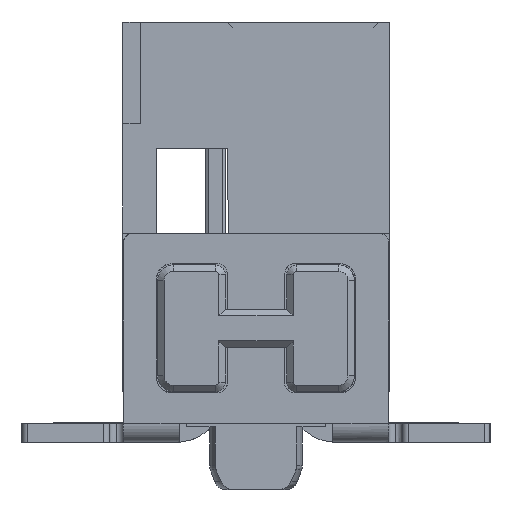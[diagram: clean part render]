
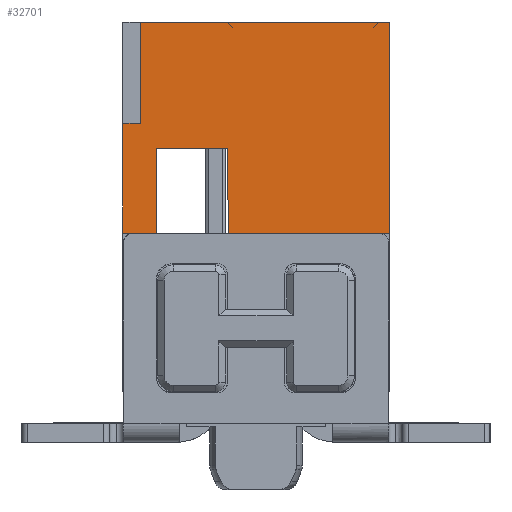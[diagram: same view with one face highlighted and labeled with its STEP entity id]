
A CAD part, left-side view. The second image highlights one B-rep face of the part: STEP entity #32701.
In plain terms, the highlighted planar face has unit normal (-1, 0, 0).
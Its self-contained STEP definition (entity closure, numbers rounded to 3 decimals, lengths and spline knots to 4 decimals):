
#32660=AXIS2_PLACEMENT_3D('Plane Axis2P3D',#32657,#32658,#32659) ;
#11994=CARTESIAN_POINT('Vertex',(1.165,1.6,7.38)) ;
#11997=CARTESIAN_POINT('Line Origine',(1.165,1.6,5.715)) ;
#12001=CARTESIAN_POINT('Vertex',(1.165,1.6,4.05)) ;
#12973=CARTESIAN_POINT('Vertex',(1.165,4.1392,4.05)) ;
#12976=CARTESIAN_POINT('Line Origine',(1.165,4.1421,4.715)) ;
#12980=CARTESIAN_POINT('Vertex',(1.165,4.145,5.38)) ;
#29737=CARTESIAN_POINT('Vertex',(1.165,5.275,5.38)) ;
#29740=CARTESIAN_POINT('Line Origine',(1.165,5.275,4.715)) ;
#29744=CARTESIAN_POINT('Vertex',(1.165,5.275,4.05)) ;
#30281=CARTESIAN_POINT('Vertex',(1.165,5.8,4.05)) ;
#30284=CARTESIAN_POINT('Line Origine',(1.165,5.8,4.915)) ;
#30288=CARTESIAN_POINT('Vertex',(1.165,5.8,5.78)) ;
#32571=CARTESIAN_POINT('Vertex',(1.165,5.525,7.38)) ;
#32574=CARTESIAN_POINT('Line Origine',(1.165,3.5625,7.38)) ;
#32657=CARTESIAN_POINT('Axis2P3D Location',(1.165,6.0561,3.5794)) ;
#32662=CARTESIAN_POINT('Line Origine',(1.165,5.6625,5.78)) ;
#32666=CARTESIAN_POINT('Vertex',(1.165,5.525,5.78)) ;
#32669=CARTESIAN_POINT('Line Origine',(1.165,5.5375,4.05)) ;
#32674=CARTESIAN_POINT('Line Origine',(1.165,4.71,5.38)) ;
#32679=CARTESIAN_POINT('Line Origine',(1.165,2.8696,4.05)) ;
#32684=CARTESIAN_POINT('Line Origine',(1.165,5.525,6.58)) ;
#11998=DIRECTION('Vector Direction',(0.,0.,-1.)) ;
#12977=DIRECTION('Vector Direction',(0.,-0.004,-1.)) ;
#29741=DIRECTION('Vector Direction',(0.,0.,1.)) ;
#30285=DIRECTION('Vector Direction',(0.,0.,-1.)) ;
#32575=DIRECTION('Vector Direction',(0.,-1.,0.)) ;
#32658=DIRECTION('Axis2P3D Direction',(-1.,0.,0.)) ;
#32659=DIRECTION('Axis2P3D XDirection',(0.,-1.,0.)) ;
#32663=DIRECTION('Vector Direction',(0.,1.,0.)) ;
#32670=DIRECTION('Vector Direction',(0.,-1.,0.)) ;
#32675=DIRECTION('Vector Direction',(0.,-1.,0.)) ;
#32680=DIRECTION('Vector Direction',(0.,-1.,0.)) ;
#32685=DIRECTION('Vector Direction',(0.,0.,-1.)) ;
#11999=VECTOR('Line Direction',#11998,1.) ;
#12978=VECTOR('Line Direction',#12977,1.) ;
#29742=VECTOR('Line Direction',#29741,1.) ;
#30286=VECTOR('Line Direction',#30285,1.) ;
#32576=VECTOR('Line Direction',#32575,1.) ;
#32664=VECTOR('Line Direction',#32663,1.) ;
#32671=VECTOR('Line Direction',#32670,1.) ;
#32676=VECTOR('Line Direction',#32675,1.) ;
#32681=VECTOR('Line Direction',#32680,1.) ;
#32686=VECTOR('Line Direction',#32685,1.) ;
#32690=ORIENTED_EDGE('',*,*,#32668,.T.) ;
#32691=ORIENTED_EDGE('',*,*,#30290,.T.) ;
#32692=ORIENTED_EDGE('',*,*,#32673,.T.) ;
#32693=ORIENTED_EDGE('',*,*,#29746,.T.) ;
#32694=ORIENTED_EDGE('',*,*,#32678,.T.) ;
#32695=ORIENTED_EDGE('',*,*,#12982,.T.) ;
#32696=ORIENTED_EDGE('',*,*,#32683,.T.) ;
#32697=ORIENTED_EDGE('',*,*,#12003,.F.) ;
#32698=ORIENTED_EDGE('',*,*,#32578,.F.) ;
#32699=ORIENTED_EDGE('',*,*,#32688,.T.) ;
#32701=ADVANCED_FACE('Hauptk\X2\00F6\X0\rper',(#32700),#32661,.T.) ;
#12003=EDGE_CURVE('',#11995,#12002,#12000,.T.) ;
#12982=EDGE_CURVE('',#12981,#12974,#12979,.T.) ;
#29746=EDGE_CURVE('',#29745,#29738,#29743,.T.) ;
#30290=EDGE_CURVE('',#30289,#30282,#30287,.T.) ;
#32578=EDGE_CURVE('',#32572,#11995,#32577,.T.) ;
#32668=EDGE_CURVE('',#32667,#30289,#32665,.T.) ;
#32673=EDGE_CURVE('',#30282,#29745,#32672,.T.) ;
#32678=EDGE_CURVE('',#29738,#12981,#32677,.T.) ;
#32683=EDGE_CURVE('',#12974,#12002,#32682,.T.) ;
#32688=EDGE_CURVE('',#32572,#32667,#32687,.T.) ;
#32689=EDGE_LOOP('',(#32690,#32691,#32692,#32693,#32694,#32695,#32696,#32697,#32698,#32699)) ;
#32700=FACE_OUTER_BOUND('',#32689,.T.) ;
#12000=LINE('Line',#11997,#11999) ;
#12979=LINE('Line',#12976,#12978) ;
#29743=LINE('Line',#29740,#29742) ;
#30287=LINE('Line',#30284,#30286) ;
#32577=LINE('Line',#32574,#32576) ;
#32665=LINE('Line',#32662,#32664) ;
#32672=LINE('Line',#32669,#32671) ;
#32677=LINE('Line',#32674,#32676) ;
#32682=LINE('Line',#32679,#32681) ;
#32687=LINE('Line',#32684,#32686) ;
#32661=PLANE('',#32660) ;
#11995=VERTEX_POINT('',#11994) ;
#12002=VERTEX_POINT('',#12001) ;
#12974=VERTEX_POINT('',#12973) ;
#12981=VERTEX_POINT('',#12980) ;
#29738=VERTEX_POINT('',#29737) ;
#29745=VERTEX_POINT('',#29744) ;
#30282=VERTEX_POINT('',#30281) ;
#30289=VERTEX_POINT('',#30288) ;
#32572=VERTEX_POINT('',#32571) ;
#32667=VERTEX_POINT('',#32666) ;
